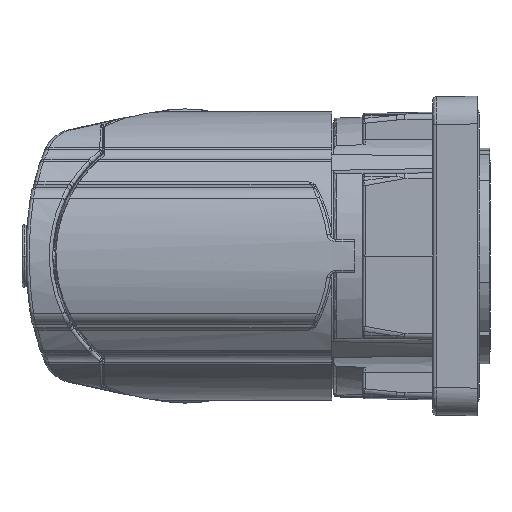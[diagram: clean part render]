
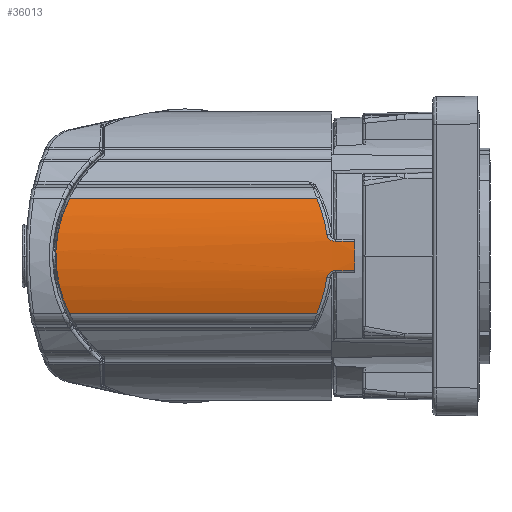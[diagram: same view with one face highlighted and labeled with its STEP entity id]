
A CAD part, left-side view. The second image highlights one B-rep face of the part: STEP entity #36013.
In plain terms, the highlighted cylindrical face has radius 15 mm (diameter 30 mm), a partial arc.
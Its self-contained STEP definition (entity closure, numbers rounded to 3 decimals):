
#4260=CARTESIAN_POINT('',(-14.066,36.714,5.21));
#4273=CARTESIAN_POINT('',(-14.066,36.714,5.21));
#4274=CARTESIAN_POINT('',(-14.146,36.822,4.995));
#4275=CARTESIAN_POINT('',(-14.294,37.023,4.563));
#4276=CARTESIAN_POINT('',(-14.486,37.277,3.913));
#4277=CARTESIAN_POINT('',(-14.646,37.489,3.261));
#4278=CARTESIAN_POINT('',(-14.776,37.659,2.609));
#4279=CARTESIAN_POINT('',(-14.877,37.79,1.956));
#4280=CARTESIAN_POINT('',(-14.948,37.883,1.304));
#4281=CARTESIAN_POINT('',(-14.991,37.938,
0.652));
#4282=CARTESIAN_POINT('',(-15.005,37.956,
0.));
#4283=CARTESIAN_POINT('',(-14.991,37.938,
-0.652));
#4284=CARTESIAN_POINT('',(-14.948,37.883,
-1.304));
#4285=CARTESIAN_POINT('',(-14.877,37.79,
-1.956));
#4286=CARTESIAN_POINT('',(-14.776,37.659,
-2.609));
#4287=CARTESIAN_POINT('',(-14.646,37.489,
-3.261));
#4288=CARTESIAN_POINT('',(-14.486,37.277,
-3.913));
#4289=CARTESIAN_POINT('',(-14.294,37.023,
-4.563));
#4290=CARTESIAN_POINT('',(-14.146,36.822,
-4.995));
#4291=CARTESIAN_POINT('',(-14.066,36.714,
-5.21));
#4304=CARTESIAN_POINT('',(-14.066,36.714,
-5.21));
#5032=CARTESIAN_POINT('',(-14.066,14.449,
-5.21));
#5049=CARTESIAN_POINT('',(-14.876,13.538,
-1.922));
#5050=CARTESIAN_POINT('',(-14.88,13.534,
-1.893));
#5051=CARTESIAN_POINT('',(-14.887,13.521,
-1.835));
#5052=CARTESIAN_POINT('',(-14.898,13.487,
-1.745));
#5053=CARTESIAN_POINT('',(-14.908,13.437,
-1.657));
#5054=CARTESIAN_POINT('',(-14.917,13.372,
-1.574));
#5055=CARTESIAN_POINT('',(-14.925,13.295,
-1.5));
#5056=CARTESIAN_POINT('',(-14.931,13.206,
-1.437));
#5057=CARTESIAN_POINT('',(-14.936,13.108,
-1.385));
#5058=CARTESIAN_POINT('',(-14.939,13.,
-1.347));
#5059=CARTESIAN_POINT('',(-14.941,12.884,
-1.324));
#5060=CARTESIAN_POINT('',(-14.942,12.794,
-1.318));
#5061=CARTESIAN_POINT('',(-14.942,12.747,
-1.318));
#5077=CARTESIAN_POINT('',(-14.066,14.449,
-5.21));
#5078=CARTESIAN_POINT('',(-14.147,14.358,
-4.992));
#5079=CARTESIAN_POINT('',(-14.297,14.188,
-4.556));
#5080=CARTESIAN_POINT('',(-14.49,13.971,
-3.899));
#5081=CARTESIAN_POINT('',(-14.651,13.79,
-3.24));
#5082=CARTESIAN_POINT('',(-14.781,13.644,
-2.58));
#5083=CARTESIAN_POINT('',(-14.848,13.57,
-2.141));
#5084=CARTESIAN_POINT('',(-14.876,13.538,
-1.922));
#5086=DIRECTION('',(0.,1.,0.));
#5087=VECTOR('',#5086,22.266);
#5088=CARTESIAN_POINT('',(-14.066,14.449,
-5.21));
#5089=LINE('',#5088,#5087);
#5090=DIRECTION('',(0.,1.,0.));
#5091=VECTOR('',#5090,22.266);
#5092=CARTESIAN_POINT('',(-14.066,14.449,5.21));
#5093=LINE('',#5092,#5091);
#5094=CARTESIAN_POINT('',(-14.066,14.449,5.21));
#5095=CARTESIAN_POINT('',(-14.147,14.358,4.992));
#5096=CARTESIAN_POINT('',(-14.297,14.188,4.556));
#5097=CARTESIAN_POINT('',(-14.49,13.971,3.899));
#5098=CARTESIAN_POINT('',(-14.651,13.79,3.24));
#5099=CARTESIAN_POINT('',(-14.781,13.644,2.58));
#5100=CARTESIAN_POINT('',(-14.848,13.57,2.141));
#5101=CARTESIAN_POINT('',(-14.876,13.538,1.922));
#5108=DIRECTION('',(0.,-1.,0.));
#5109=VECTOR('',#5108,1.697);
#5110=CARTESIAN_POINT('',(-14.942,12.747,
-1.318));
#5111=LINE('',#5110,#5109);
#5126=CARTESIAN_POINT('',(0.,11.05,0.));
#5127=DIRECTION('',(0.,-1.,0.));
#5128=DIRECTION('',(-0.996,0.,0.088));
#5129=AXIS2_PLACEMENT_3D('',#5126,#5127,#5128);
#5268=CARTESIAN_POINT('',(-14.942,12.747,1.318));
#5274=DIRECTION('',(0.,1.,0.));
#5275=VECTOR('',#5274,1.697);
#5276=CARTESIAN_POINT('',(-14.942,11.05,1.318));
#5277=LINE('',#5276,#5275);
#5278=CARTESIAN_POINT('',(-14.942,12.747,1.318));
#5279=CARTESIAN_POINT('',(-14.942,12.794,1.318));
#5280=CARTESIAN_POINT('',(-14.941,12.884,1.324));
#5281=CARTESIAN_POINT('',(-14.939,13.,1.347));
#5282=CARTESIAN_POINT('',(-14.936,13.108,1.385));
#5283=CARTESIAN_POINT('',(-14.931,13.206,1.437));
#5284=CARTESIAN_POINT('',(-14.925,13.295,1.5));
#5285=CARTESIAN_POINT('',(-14.917,13.372,1.574));
#5286=CARTESIAN_POINT('',(-14.908,13.437,1.657));
#5287=CARTESIAN_POINT('',(-14.898,13.487,1.745));
#5288=CARTESIAN_POINT('',(-14.887,13.521,1.835));
#5289=CARTESIAN_POINT('',(-14.88,13.534,1.893));
#5290=CARTESIAN_POINT('',(-14.876,13.538,1.922));
#5317=CARTESIAN_POINT('',(-14.876,13.538,1.922));
#5340=CARTESIAN_POINT('',(-14.066,14.449,5.21));
#24856=CARTESIAN_POINT('',(-14.942,11.05,-1.318));
#24858=VERTEX_POINT('',#24856);
#24861=CARTESIAN_POINT('',(-14.942,11.05,1.318));
#24863=VERTEX_POINT('',#24861);
#24869=VERTEX_POINT('',#5032);
#24876=VERTEX_POINT('',#5340);
#24904=VERTEX_POINT('',#5268);
#24905=VERTEX_POINT('',#5317);
#24913=CARTESIAN_POINT('',(-14.876,13.538,
-1.922));
#24914=VERTEX_POINT('',#24913);
#24916=CARTESIAN_POINT('',(-14.942,12.747,
-1.318));
#24918=VERTEX_POINT('',#24916);
#24926=VERTEX_POINT('',#4304);
#24927=VERTEX_POINT('',#4260);
#35990=CARTESIAN_POINT('',(0.,12.85,0.));
#35991=DIRECTION('',(0.,-1.,0.));
#35992=DIRECTION('',(1.,0.,0.));
#35993=AXIS2_PLACEMENT_3D('',#35990,#35991,#35992);
#35994=CYLINDRICAL_SURFACE('',#35993,15.);
#35996=ORIENTED_EDGE('',*,*,#35995,.F.);
#35997=ORIENTED_EDGE('',*,*,#35969,.F.);
#35998=ORIENTED_EDGE('',*,*,#35866,.F.);
#35999=ORIENTED_EDGE('',*,*,#35753,.T.);
#36000=ORIENTED_EDGE('',*,*,#34429,.F.);
#36002=ORIENTED_EDGE('',*,*,#36001,.F.);
#36004=ORIENTED_EDGE('',*,*,#36003,.T.);
#36006=ORIENTED_EDGE('',*,*,#36005,.F.);
#36008=ORIENTED_EDGE('',*,*,#36007,.F.);
#36010=ORIENTED_EDGE('',*,*,#36009,.T.);
#36011=EDGE_LOOP('',(#35996,#35997,#35998,#35999,#36000,#36002,#36004,#36006,
#36008,#36010));
#36012=FACE_OUTER_BOUND('',#36011,.F.);
#4292=B_SPLINE_CURVE_WITH_KNOTS('',3,(#4273,#4274,#4275,#4276,#4277,#4278,#4279,
#4280,#4281,#4282,#4283,#4284,#4285,#4286,#4287,#4288,#4289,#4290,#4291),
.UNSPECIFIED.,.F.,.F.,(4,1,1,1,1,1,1,1,1,1,1,1,1,1,1,1,4),(0.,0.063,0.125,
0.188,0.25,0.313,0.375,0.438,0.5,0.563,0.625,0.688,
0.75,0.813,0.875,0.938,1.),.UNSPECIFIED.);
#5062=B_SPLINE_CURVE_WITH_KNOTS('',3,(#5049,#5050,#5051,#5052,#5053,#5054,#5055,
#5056,#5057,#5058,#5059,#5060,#5061),.UNSPECIFIED.,.F.,.F.,(4,1,1,1,1,1,1,1,1,1,
4),(0.,0.1,0.2,0.3,0.4,0.5,0.6,0.7,0.8,0.9,1.),
.UNSPECIFIED.);
#5085=B_SPLINE_CURVE_WITH_KNOTS('',3,(#5077,#5078,#5079,#5080,#5081,#5082,#5083,
#5084),.UNSPECIFIED.,.F.,.F.,(4,1,1,1,1,4),(0.,0.2,0.4,0.6,0.8,1.),
.UNSPECIFIED.);
#5102=B_SPLINE_CURVE_WITH_KNOTS('',3,(#5094,#5095,#5096,#5097,#5098,#5099,#5100,
#5101),.UNSPECIFIED.,.F.,.F.,(4,1,1,1,1,4),(0.,0.2,0.4,0.6,0.8,1.),
.UNSPECIFIED.);
#5130=CIRCLE('',#5129,15.);
#5291=B_SPLINE_CURVE_WITH_KNOTS('',3,(#5278,#5279,#5280,#5281,#5282,#5283,#5284,
#5285,#5286,#5287,#5288,#5289,#5290),.UNSPECIFIED.,.F.,.F.,(4,1,1,1,1,1,1,1,1,1,
4),(0.,0.1,0.2,0.3,0.4,0.5,0.6,0.7,0.8,0.9,1.),
.UNSPECIFIED.);
#34429=EDGE_CURVE('',#24927,#24926,#4292,.T.);
#35753=EDGE_CURVE('',#24869,#24926,#5089,.T.);
#35866=EDGE_CURVE('',#24869,#24914,#5085,.T.);
#35969=EDGE_CURVE('',#24914,#24918,#5062,.T.);
#35995=EDGE_CURVE('',#24918,#24858,#5111,.T.);
#36001=EDGE_CURVE('',#24876,#24927,#5093,.T.);
#36003=EDGE_CURVE('',#24876,#24905,#5102,.T.);
#36005=EDGE_CURVE('',#24904,#24905,#5291,.T.);
#36007=EDGE_CURVE('',#24863,#24904,#5277,.T.);
#36009=EDGE_CURVE('',#24863,#24858,#5130,.T.);
#36013=ADVANCED_FACE('',(#36012),#35994,.T.);
